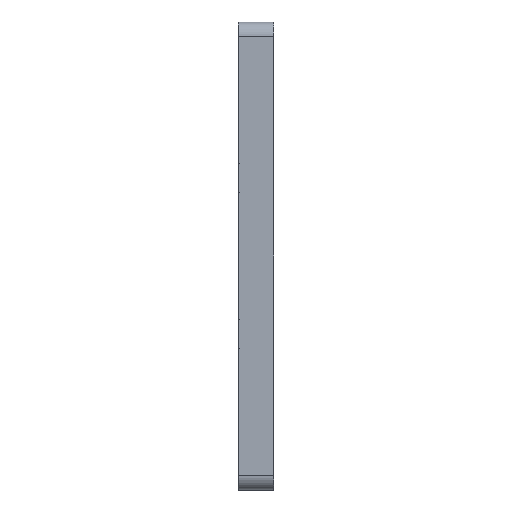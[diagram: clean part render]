
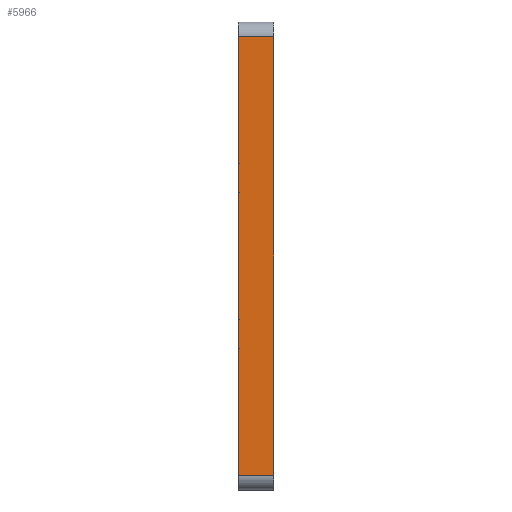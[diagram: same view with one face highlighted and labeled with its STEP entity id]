
A CAD part, left-side view. The second image highlights one B-rep face of the part: STEP entity #5966.
In plain terms, the highlighted planar face has unit normal (-1, 0, 0).
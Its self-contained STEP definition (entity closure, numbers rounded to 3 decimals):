
#44 = PLANE('',#45);
#45 = AXIS2_PLACEMENT_3D('',#46,#47,#48);
#46 = CARTESIAN_POINT('',(84.,-5.2,42.));
#47 = DIRECTION('',(0.,1.,0.));
#48 = DIRECTION('',(1.,0.,0.));
#100 = PLANE('',#101);
#101 = AXIS2_PLACEMENT_3D('',#102,#103,#104);
#102 = CARTESIAN_POINT('',(168.,4.4,84.));
#103 = DIRECTION('',(0.,1.,0.));
#104 = DIRECTION('',(0.,-0.,1.));
#126 = CYLINDRICAL_SURFACE('',#127,4.);
#127 = AXIS2_PLACEMENT_3D('',#128,#129,#130);
#128 = CARTESIAN_POINT('',(-17.,0.,101.));
#129 = DIRECTION('',(0.,-1.,-0.));
#130 = DIRECTION('',(1.,0.,0.));
#141 = EDGE_CURVE('',#142,#144,#146,.T.);
#142 = VERTEX_POINT('',#143);
#143 = CARTESIAN_POINT('',(-21.,-5.2,101.));
#144 = VERTEX_POINT('',#145);
#145 = CARTESIAN_POINT('',(-21.,-5.2,-17.));
#146 = SURFACE_CURVE('',#147,(#151,#158),.PCURVE_S1.);
#147 = LINE('',#148,#149);
#148 = CARTESIAN_POINT('',(-21.,-5.2,42.));
#149 = VECTOR('',#150,1.);
#150 = DIRECTION('',(0.,0.,-1.));
#151 = PCURVE('',#44,#152);
#152 = DEFINITIONAL_REPRESENTATION('',(#153),#157);
#153 = LINE('',#154,#155);
#154 = CARTESIAN_POINT('',(-105.,0.));
#155 = VECTOR('',#156,1.);
#156 = DIRECTION('',(0.,1.));
#157 = ( GEOMETRIC_REPRESENTATION_CONTEXT(2) 
PARAMETRIC_REPRESENTATION_CONTEXT() REPRESENTATION_CONTEXT('2D SPACE',''
  ) );
#158 = PCURVE('',#159,#164);
#159 = PLANE('',#160);
#160 = AXIS2_PLACEMENT_3D('',#161,#162,#163);
#161 = CARTESIAN_POINT('',(-21.,0.,63.));
#162 = DIRECTION('',(-1.,0.,0.));
#163 = DIRECTION('',(0.,0.,1.));
#164 = DEFINITIONAL_REPRESENTATION('',(#165),#169);
#165 = LINE('',#166,#167);
#166 = CARTESIAN_POINT('',(-21.,-5.2));
#167 = VECTOR('',#168,1.);
#168 = DIRECTION('',(-1.,0.));
#169 = ( GEOMETRIC_REPRESENTATION_CONTEXT(2) 
PARAMETRIC_REPRESENTATION_CONTEXT() REPRESENTATION_CONTEXT('2D SPACE',''
  ) );
#318 = CYLINDRICAL_SURFACE('',#319,4.);
#319 = AXIS2_PLACEMENT_3D('',#320,#321,#322);
#320 = CARTESIAN_POINT('',(-17.,0.,-17.));
#321 = DIRECTION('',(0.,-1.,-0.));
#322 = DIRECTION('',(1.,0.,0.));
#2043 = EDGE_CURVE('',#142,#2044,#2046,.T.);
#2044 = VERTEX_POINT('',#2045);
#2045 = CARTESIAN_POINT('',(-21.,4.4,101.));
#2046 = SURFACE_CURVE('',#2047,(#2051,#2058),.PCURVE_S1.);
#2047 = LINE('',#2048,#2049);
#2048 = CARTESIAN_POINT('',(-21.,0.,101.));
#2049 = VECTOR('',#2050,1.);
#2050 = DIRECTION('',(0.,1.,0.));
#2051 = PCURVE('',#126,#2052);
#2052 = DEFINITIONAL_REPRESENTATION('',(#2053),#2057);
#2053 = LINE('',#2054,#2055);
#2054 = CARTESIAN_POINT('',(-3.142,-0.));
#2055 = VECTOR('',#2056,1.);
#2056 = DIRECTION('',(-0.,-1.));
#2057 = ( GEOMETRIC_REPRESENTATION_CONTEXT(2) 
PARAMETRIC_REPRESENTATION_CONTEXT() REPRESENTATION_CONTEXT('2D SPACE',''
  ) );
#2058 = PCURVE('',#159,#2059);
#2059 = DEFINITIONAL_REPRESENTATION('',(#2060),#2064);
#2060 = LINE('',#2061,#2062);
#2061 = CARTESIAN_POINT('',(38.,0.));
#2062 = VECTOR('',#2063,1.);
#2063 = DIRECTION('',(0.,1.));
#2064 = ( GEOMETRIC_REPRESENTATION_CONTEXT(2) 
PARAMETRIC_REPRESENTATION_CONTEXT() REPRESENTATION_CONTEXT('2D SPACE',''
  ) );
#2201 = VERTEX_POINT('',#2202);
#2202 = CARTESIAN_POINT('',(-21.,4.4,-17.));
#2228 = EDGE_CURVE('',#2201,#2044,#2229,.T.);
#2229 = SURFACE_CURVE('',#2230,(#2234,#2241),.PCURVE_S1.);
#2230 = LINE('',#2231,#2232);
#2231 = CARTESIAN_POINT('',(-21.,4.4,-21.));
#2232 = VECTOR('',#2233,1.);
#2233 = DIRECTION('',(0.,0.,1.));
#2234 = PCURVE('',#100,#2235);
#2235 = DEFINITIONAL_REPRESENTATION('',(#2236),#2240);
#2236 = LINE('',#2237,#2238);
#2237 = CARTESIAN_POINT('',(-105.,-189.));
#2238 = VECTOR('',#2239,1.);
#2239 = DIRECTION('',(1.,0.));
#2240 = ( GEOMETRIC_REPRESENTATION_CONTEXT(2) 
PARAMETRIC_REPRESENTATION_CONTEXT() REPRESENTATION_CONTEXT('2D SPACE',''
  ) );
#2241 = PCURVE('',#159,#2242);
#2242 = DEFINITIONAL_REPRESENTATION('',(#2243),#2247);
#2243 = LINE('',#2244,#2245);
#2244 = CARTESIAN_POINT('',(-84.,4.4));
#2245 = VECTOR('',#2246,1.);
#2246 = DIRECTION('',(1.,0.));
#2247 = ( GEOMETRIC_REPRESENTATION_CONTEXT(2) 
PARAMETRIC_REPRESENTATION_CONTEXT() REPRESENTATION_CONTEXT('2D SPACE',''
  ) );
#5966 = ADVANCED_FACE('',(#5967),#159,.T.);
#5967 = FACE_BOUND('',#5968,.T.);
#5968 = EDGE_LOOP('',(#5969,#5970,#5971,#5972));
#5969 = ORIENTED_EDGE('',*,*,#141,.F.);
#5970 = ORIENTED_EDGE('',*,*,#2043,.T.);
#5971 = ORIENTED_EDGE('',*,*,#2228,.F.);
#5972 = ORIENTED_EDGE('',*,*,#5973,.T.);
#5973 = EDGE_CURVE('',#2201,#144,#5974,.T.);
#5974 = SURFACE_CURVE('',#5975,(#5979,#5986),.PCURVE_S1.);
#5975 = LINE('',#5976,#5977);
#5976 = CARTESIAN_POINT('',(-21.,0.,-17.));
#5977 = VECTOR('',#5978,1.);
#5978 = DIRECTION('',(0.,-1.,0.));
#5979 = PCURVE('',#159,#5980);
#5980 = DEFINITIONAL_REPRESENTATION('',(#5981),#5985);
#5981 = LINE('',#5982,#5983);
#5982 = CARTESIAN_POINT('',(-80.,0.));
#5983 = VECTOR('',#5984,1.);
#5984 = DIRECTION('',(0.,-1.));
#5985 = ( GEOMETRIC_REPRESENTATION_CONTEXT(2) 
PARAMETRIC_REPRESENTATION_CONTEXT() REPRESENTATION_CONTEXT('2D SPACE',''
  ) );
#5986 = PCURVE('',#318,#5987);
#5987 = DEFINITIONAL_REPRESENTATION('',(#5988),#5992);
#5988 = LINE('',#5989,#5990);
#5989 = CARTESIAN_POINT('',(-3.142,0.));
#5990 = VECTOR('',#5991,1.);
#5991 = DIRECTION('',(0.,1.));
#5992 = ( GEOMETRIC_REPRESENTATION_CONTEXT(2) 
PARAMETRIC_REPRESENTATION_CONTEXT() REPRESENTATION_CONTEXT('2D SPACE',''
  ) );
